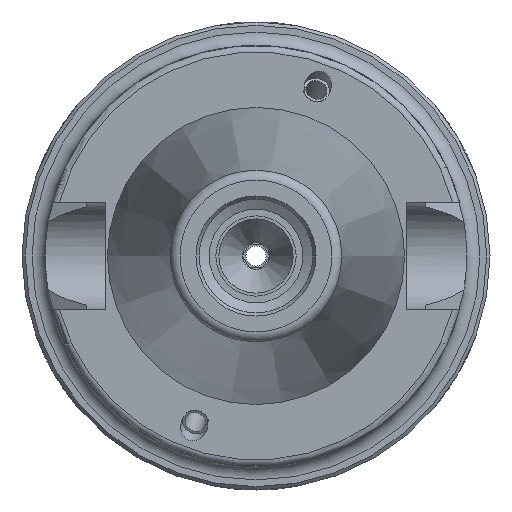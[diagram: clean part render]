
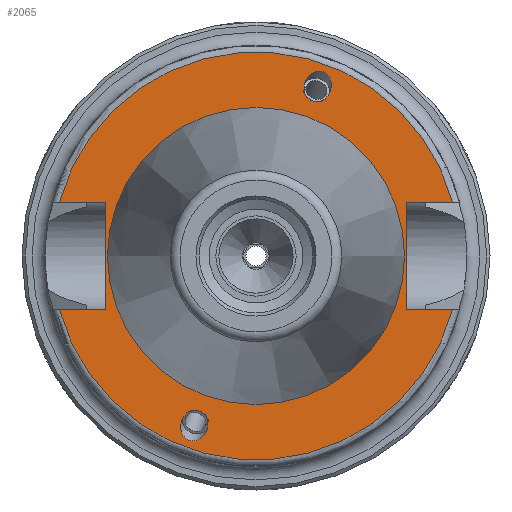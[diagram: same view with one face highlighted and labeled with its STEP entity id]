
A CAD part, left-side view. The second image highlights one B-rep face of the part: STEP entity #2065.
In plain terms, the highlighted planar face has unit normal (-1, 0, 0).
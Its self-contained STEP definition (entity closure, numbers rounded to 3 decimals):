
#82=LINE('',#3667,#188);
#87=LINE('',#3730,#193);
#89=LINE('',#3733,#195);
#93=LINE('',#3743,#199);
#98=LINE('',#3806,#204);
#100=LINE('',#3809,#206);
#188=VECTOR('',#2632,10.);
#193=VECTOR('',#2647,10.);
#195=VECTOR('',#2651,10.);
#199=VECTOR('',#2657,10.);
#204=VECTOR('',#2672,10.);
#206=VECTOR('',#2676,10.);
#260=ELLIPSE('',#2164,2.309,2.);
#265=ELLIPSE('',#2189,2.309,2.);
#339=PLANE('',#2271);
#393=FACE_BOUND('',#690,.T.);
#394=FACE_BOUND('',#691,.T.);
#395=FACE_BOUND('',#692,.T.);
#530=FACE_OUTER_BOUND('',#689,.T.);
#689=EDGE_LOOP('',(#1696,#1697,#1698,#1699,#1700,#1701,#1702,#1703));
#690=EDGE_LOOP('',(#1704));
#691=EDGE_LOOP('',(#1705));
#692=EDGE_LOOP('',(#1706));
#883=CIRCLE('',#2268,30.5);
#884=CIRCLE('',#2270,30.5);
#885=CIRCLE('',#2272,22.);
#955=VERTEX_POINT('',#3104);
#970=VERTEX_POINT('',#3261);
#1035=VERTEX_POINT('',#3664);
#1036=VERTEX_POINT('',#3666);
#1048=VERTEX_POINT('',#3727);
#1049=VERTEX_POINT('',#3729);
#1053=VERTEX_POINT('',#3740);
#1054=VERTEX_POINT('',#3742);
#1066=VERTEX_POINT('',#3803);
#1067=VERTEX_POINT('',#3805);
#1068=VERTEX_POINT('',#3833);
#1158=EDGE_CURVE('',#955,#955,#260,.T.);
#1177=EDGE_CURVE('',#970,#970,#265,.T.);
#1266=EDGE_CURVE('',#1036,#1035,#82,.T.);
#1281=EDGE_CURVE('',#1049,#1048,#87,.T.);
#1283=EDGE_CURVE('',#1035,#1049,#89,.T.);
#1287=EDGE_CURVE('',#1054,#1053,#93,.T.);
#1302=EDGE_CURVE('',#1067,#1066,#98,.T.);
#1304=EDGE_CURVE('',#1053,#1067,#100,.T.);
#1315=EDGE_CURVE('',#1054,#1048,#883,.T.);
#1316=EDGE_CURVE('',#1036,#1066,#884,.T.);
#1317=EDGE_CURVE('',#1068,#1068,#885,.T.);
#1696=ORIENTED_EDGE('',*,*,#1266,.T.);
#1697=ORIENTED_EDGE('',*,*,#1283,.T.);
#1698=ORIENTED_EDGE('',*,*,#1281,.T.);
#1699=ORIENTED_EDGE('',*,*,#1315,.F.);
#1700=ORIENTED_EDGE('',*,*,#1287,.T.);
#1701=ORIENTED_EDGE('',*,*,#1304,.T.);
#1702=ORIENTED_EDGE('',*,*,#1302,.T.);
#1703=ORIENTED_EDGE('',*,*,#1316,.F.);
#1704=ORIENTED_EDGE('',*,*,#1158,.T.);
#1705=ORIENTED_EDGE('',*,*,#1177,.T.);
#1706=ORIENTED_EDGE('',*,*,#1317,.T.);
#2065=ADVANCED_FACE('',(#530,#393,#394,#395),#339,.T.);
#2164=AXIS2_PLACEMENT_3D('',#3106,#2437,#2438);
#2189=AXIS2_PLACEMENT_3D('',#3263,#2487,#2488);
#2268=AXIS2_PLACEMENT_3D('',#3829,#2715,#2716);
#2270=AXIS2_PLACEMENT_3D('',#3831,#2719,#2720);
#2271=AXIS2_PLACEMENT_3D('',#3832,#2721,#2722);
#2272=AXIS2_PLACEMENT_3D('',#3834,#2723,#2724);
#2437=DIRECTION('center_axis',(1.,0.,0.));
#2438=DIRECTION('ref_axis',(0.,0.342,-0.94));
#2487=DIRECTION('center_axis',(1.,0.,0.));
#2488=DIRECTION('ref_axis',(0.,-0.342,0.94));
#2632=DIRECTION('',(0.,-1.,0.));
#2647=DIRECTION('',(0.,1.,0.));
#2651=DIRECTION('',(0.,0.,-1.));
#2657=DIRECTION('',(0.,1.,0.));
#2672=DIRECTION('',(0.,-1.,0.));
#2676=DIRECTION('',(0.,0.,1.));
#2715=DIRECTION('center_axis',(1.,0.,0.));
#2716=DIRECTION('ref_axis',(0.,0.,-1.));
#2719=DIRECTION('center_axis',(1.,0.,0.));
#2720=DIRECTION('ref_axis',(0.,0.,-1.));
#2721=DIRECTION('center_axis',(-1.,0.,0.));
#2722=DIRECTION('ref_axis',(0.,0.,1.));
#2723=DIRECTION('center_axis',(1.,0.,0.));
#2724=DIRECTION('ref_axis',(0.,0.,-1.));
#3104=CARTESIAN_POINT('',(67.4,-8.445,23.202));
#3106=CARTESIAN_POINT('Origin',(67.4,-9.235,25.372));
#3261=CARTESIAN_POINT('',(67.4,8.445,-23.202));
#3263=CARTESIAN_POINT('Origin',(67.4,9.235,-25.372));
#3664=CARTESIAN_POINT('',(67.4,22.5,8.05));
#3666=CARTESIAN_POINT('',(67.4,29.418,8.05));
#3667=CARTESIAN_POINT('',(67.4,31.595,8.05));
#3727=CARTESIAN_POINT('',(67.4,29.418,-8.05));
#3729=CARTESIAN_POINT('',(67.4,22.5,-8.05));
#3730=CARTESIAN_POINT('',(67.4,23.595,-8.05));
#3733=CARTESIAN_POINT('',(67.4,22.5,4.025));
#3740=CARTESIAN_POINT('',(67.4,-22.5,-8.05));
#3742=CARTESIAN_POINT('',(67.4,-29.418,-8.05));
#3743=CARTESIAN_POINT('',(67.4,-6.905,-8.05));
#3803=CARTESIAN_POINT('',(67.4,-29.418,8.05));
#3805=CARTESIAN_POINT('',(67.4,-22.5,8.05));
#3806=CARTESIAN_POINT('',(67.4,1.095,8.05));
#3809=CARTESIAN_POINT('',(67.4,-22.5,-4.025));
#3829=CARTESIAN_POINT('Origin',(67.4,0.,0.));
#3831=CARTESIAN_POINT('Origin',(67.4,0.,0.));
#3832=CARTESIAN_POINT('Origin',(67.4,24.691,0.));
#3833=CARTESIAN_POINT('',(67.4,22.,0.));
#3834=CARTESIAN_POINT('Origin',(67.4,0.,0.));
